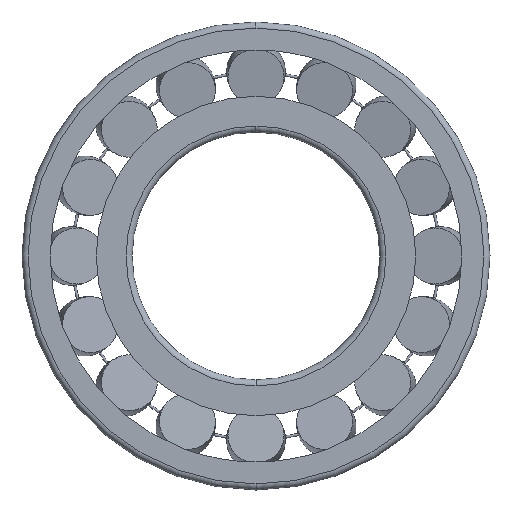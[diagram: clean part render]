
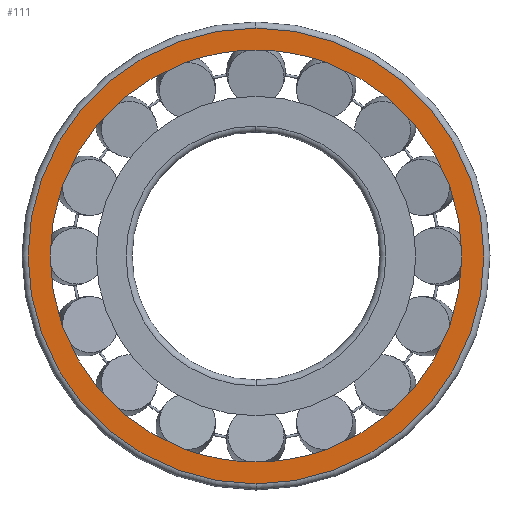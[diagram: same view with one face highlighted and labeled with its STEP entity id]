
A CAD part, left-side view. The second image highlights one B-rep face of the part: STEP entity #111.
In plain terms, the highlighted planar face has unit normal (-1, 0, 0).
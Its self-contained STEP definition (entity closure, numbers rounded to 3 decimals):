
#111=ADVANCED_FACE('',(#391,#392),#393,.T.);
#391=FACE_OUTER_BOUND('',#928,.T.);
#392=FACE_BOUND('',#929,.T.);
#393=PLANE('',#930);
#928=EDGE_LOOP('',(#1716,#1717,#1718));
#929=EDGE_LOOP('',(#1719,#1720,#1721));
#930=AXIS2_PLACEMENT_3D('',#1722,#1723,#1724);
#1716=ORIENTED_EDGE('',*,*,#3402,.F.);
#1717=ORIENTED_EDGE('',*,*,#3401,.F.);
#1718=ORIENTED_EDGE('',*,*,#3429,.F.);
#1719=ORIENTED_EDGE('',*,*,#3433,.T.);
#1720=ORIENTED_EDGE('',*,*,#3384,.T.);
#1721=ORIENTED_EDGE('',*,*,#3434,.T.);
#1722=CARTESIAN_POINT('',(0.0,39.4,0.0));
#1723=DIRECTION('',(-1.0,0.0,0.0));
#1724=DIRECTION('',(0.0,-1.0,0.0));
#3384=EDGE_CURVE('',#4046,#4043,#4047,.T.);
#3401=EDGE_CURVE('',#4077,#4080,#4081,.T.);
#3402=EDGE_CURVE('',#4080,#4082,#4083,.T.);
#3429=EDGE_CURVE('',#4082,#4077,#4120,.T.);
#3433=EDGE_CURVE('',#4125,#4046,#4126,.T.);
#3434=EDGE_CURVE('',#4043,#4125,#4127,.T.);
#4043=VERTEX_POINT('',#5132);
#4046=VERTEX_POINT('',#5135);
#4047=CIRCLE('',#5136,37.401);
#4077=VERTEX_POINT('',#5168);
#4080=VERTEX_POINT('',#5171);
#4081=CIRCLE('',#5172,41.4);
#4082=VERTEX_POINT('',#5173);
#4083=CIRCLE('',#5174,41.4);
#4120=CIRCLE('',#5287,41.4);
#4125=VERTEX_POINT('',#5292);
#4126=CIRCLE('',#5293,37.401);
#4127=CIRCLE('',#5294,37.401);
#5132=CARTESIAN_POINT('',(0.0,0.,-37.401));
#5135=CARTESIAN_POINT('',(0.0,0.,37.401));
#5136=AXIS2_PLACEMENT_3D('',#10454,#10455,#10456);
#5168=CARTESIAN_POINT('',(0.0,0.,-41.4));
#5171=CARTESIAN_POINT('',(0.0,41.4,0.0));
#5172=AXIS2_PLACEMENT_3D('',#10501,#10502,#10503);
#5173=CARTESIAN_POINT('',(0.0,0.,41.4));
#5174=AXIS2_PLACEMENT_3D('',#10504,#10505,#10506);
#5287=AXIS2_PLACEMENT_3D('',#10558,#10559,#10560);
#5292=CARTESIAN_POINT('',(0.0,37.401,0.0));
#5293=AXIS2_PLACEMENT_3D('',#10570,#10571,#10572);
#5294=AXIS2_PLACEMENT_3D('',#10573,#10574,#10575);
#10454=CARTESIAN_POINT('',(0.0,0.0,0.0));
#10455=DIRECTION('',(1.0,0.0,0.0));
#10456=DIRECTION('',(0.0,1.0,0.0));
#10501=CARTESIAN_POINT('',(0.0,0.0,0.0));
#10502=DIRECTION('',(1.0,0.0,0.0));
#10503=DIRECTION('',(0.0,1.0,0.0));
#10504=CARTESIAN_POINT('',(0.0,0.0,0.0));
#10505=DIRECTION('',(1.0,0.0,0.0));
#10506=DIRECTION('',(0.0,1.0,0.0));
#10558=CARTESIAN_POINT('',(0.0,0.0,0.0));
#10559=DIRECTION('',(1.0,0.0,0.0));
#10560=DIRECTION('',(0.0,1.0,0.0));
#10570=CARTESIAN_POINT('',(0.0,0.0,0.0));
#10571=DIRECTION('',(1.0,0.0,0.0));
#10572=DIRECTION('',(0.0,1.0,0.0));
#10573=CARTESIAN_POINT('',(0.0,0.0,0.0));
#10574=DIRECTION('',(1.0,0.0,0.0));
#10575=DIRECTION('',(0.0,1.0,0.0));
